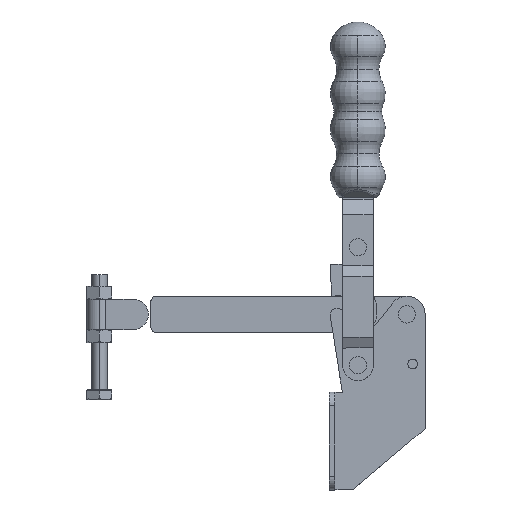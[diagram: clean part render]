
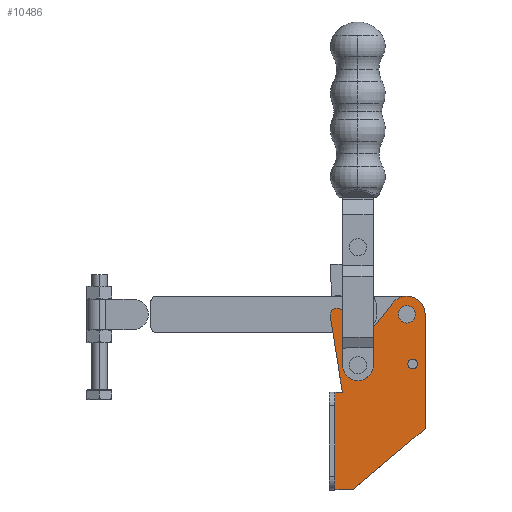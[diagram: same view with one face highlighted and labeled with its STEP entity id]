
A CAD part, top view. The second image highlights one B-rep face of the part: STEP entity #10486.
In plain terms, the highlighted planar face has unit normal (0, 0, 1).
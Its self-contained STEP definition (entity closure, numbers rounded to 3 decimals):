
#13 = DIRECTION ( 'NONE',  ( 0., 0., 1. ) ) ;
#78 = VECTOR ( 'NONE', #3413, 1000. ) ;
#104 = DIRECTION ( 'NONE',  ( -1., 0., 0. ) ) ;
#144 = CARTESIAN_POINT ( 'NONE',  ( -50., 4., 3.252 ) ) ;
#168 = VERTEX_POINT ( 'NONE', #5741 ) ;
#172 = VERTEX_POINT ( 'NONE', #8424 ) ;
#355 = ORIENTED_EDGE ( 'NONE', *, *, #6184, .T. ) ;
#397 = VECTOR ( 'NONE', #1014, 1000. ) ;
#445 = PLANE ( 'NONE',  #767 ) ;
#480 = VERTEX_POINT ( 'NONE', #5915 ) ;
#577 = EDGE_CURVE ( 'NONE', #168, #909, #1814, .T. ) ;
#689 = CARTESIAN_POINT ( 'NONE',  ( -5., 44.5, 3.252 ) ) ;
#733 = ORIENTED_EDGE ( 'NONE', *, *, #8952, .T. ) ;
#767 = AXIS2_PLACEMENT_3D ( 'NONE', #2232, #6761, #1359 ) ;
#833 = LINE ( 'NONE', #2836, #6614 ) ;
#909 = VERTEX_POINT ( 'NONE', #6329 ) ;
#1014 = DIRECTION ( 'NONE',  ( 0., 1., 0. ) ) ;
#1041 = VERTEX_POINT ( 'NONE', #2144 ) ;
#1068 = EDGE_CURVE ( 'NONE', #3707, #9104, #5747, .T. ) ;
#1203 = AXIS2_PLACEMENT_3D ( 'NONE', #7945, #2559, #8833 ) ;
#1359 = DIRECTION ( 'NONE',  ( 1., 0., 0. ) ) ;
#1554 = EDGE_CURVE ( 'NONE', #3221, #3462, #3465, .T. ) ;
#1654 = CARTESIAN_POINT ( 'NONE',  ( -16.925, 50.426, 3.252 ) ) ;
#1729 = CIRCLE ( 'NONE', #3304, 3.65 ) ;
#1814 = CIRCLE ( 'NONE', #9734, 9. ) ;
#1845 = CARTESIAN_POINT ( 'NONE',  ( -6.5, 18.69, 3.252 ) ) ;
#1893 = ORIENTED_EDGE ( 'NONE', *, *, #3108, .T. ) ;
#1933 = CARTESIAN_POINT ( 'NONE',  ( -9.5, 44.5, 3.252 ) ) ;
#2061 = FACE_BOUND ( 'NONE', #5851, .T. ) ;
#2144 = CARTESIAN_POINT ( 'NONE',  ( 0., 44.5, 3.252 ) ) ;
#2228 = VERTEX_POINT ( 'NONE', #2375 ) ;
#2232 = CARTESIAN_POINT ( 'NONE',  ( -45.812, 44.06, 3.252 ) ) ;
#2276 = CIRCLE ( 'NONE', #6204, 2.5 ) ;
#2292 = ORIENTED_EDGE ( 'NONE', *, *, #1068, .F. ) ;
#2375 = CARTESIAN_POINT ( 'NONE',  ( -43.163, 4., 3.252 ) ) ;
#2397 = VERTEX_POINT ( 'NONE', #9845 ) ;
#2399 = CARTESIAN_POINT ( 'NONE',  ( -33.17, 44.5, 3.252 ) ) ;
#2559 = DIRECTION ( 'NONE',  ( 0., 0., 1. ) ) ;
#2747 = DIRECTION ( 'NONE',  ( 0., 0., 1. ) ) ;
#2748 = DIRECTION ( 'NONE',  ( 1., 0., 0. ) ) ;
#2836 = CARTESIAN_POINT ( 'NONE',  ( -43.163, 4., 3.252 ) ) ;
#2989 = VERTEX_POINT ( 'NONE', #9846 ) ;
#3069 = VECTOR ( 'NONE', #10275, 1000. ) ;
#3108 = EDGE_CURVE ( 'NONE', #2228, #9104, #3711, .T. ) ;
#3175 = AXIS2_PLACEMENT_3D ( 'NONE', #3286, #9561, #4199 ) ;
#3221 = VERTEX_POINT ( 'NONE', #8420 ) ;
#3262 = CARTESIAN_POINT ( 'NONE',  ( -6.5, 18.69, 3.252 ) ) ;
#3286 = CARTESIAN_POINT ( 'NONE',  ( -45.812, 44.06, 3.252 ) ) ;
#3304 = AXIS2_PLACEMENT_3D ( 'NONE', #9208, #3816, #10114 ) ;
#3413 = DIRECTION ( 'NONE',  ( 0.766, 0.643, 0. ) ) ;
#3423 = CARTESIAN_POINT ( 'NONE',  ( -9., 18.69, 3.252 ) ) ;
#3462 = VERTEX_POINT ( 'NONE', #689 ) ;
#3465 = CIRCLE ( 'NONE', #8614, 4.5 ) ;
#3515 = ORIENTED_EDGE ( 'NONE', *, *, #1554, .F. ) ;
#3576 = ORIENTED_EDGE ( 'NONE', *, *, #4972, .F. ) ;
#3707 = VERTEX_POINT ( 'NONE', #5762 ) ;
#3711 = LINE ( 'NONE', #144, #8483 ) ;
#3719 = CARTESIAN_POINT ( 'NONE',  ( 0., -15.114, 3.252 ) ) ;
#3816 = DIRECTION ( 'NONE',  ( 0., 0., 1. ) ) ;
#3854 = VERTEX_POINT ( 'NONE', #9544 ) ;
#3917 = AXIS2_PLACEMENT_3D ( 'NONE', #1845, #8133, #2748 ) ;
#3940 = VECTOR ( 'NONE', #6156, 1000. ) ;
#4176 = DIRECTION ( 'NONE',  ( 1., 0., 0. ) ) ;
#4199 = DIRECTION ( 'NONE',  ( 1., 0., 0. ) ) ;
#4213 = DIRECTION ( 'NONE',  ( 0., 0., -1. ) ) ;
#4235 = CIRCLE ( 'NONE', #1203, 9.5 ) ;
#4240 = DIRECTION ( 'NONE',  ( 0., 0., 1. ) ) ;
#4291 = ORIENTED_EDGE ( 'NONE', *, *, #4364, .F. ) ;
#4301 = ORIENTED_EDGE ( 'NONE', *, *, #7729, .F. ) ;
#4364 = EDGE_CURVE ( 'NONE', #6079, #9632, #5093, .T. ) ;
#4372 = CIRCLE ( 'NONE', #3917, 2.5 ) ;
#4381 = AXIS2_PLACEMENT_3D ( 'NONE', #9592, #4240, #10503 ) ;
#4534 = ORIENTED_EDGE ( 'NONE', *, *, #11146, .T. ) ;
#4562 = EDGE_CURVE ( 'NONE', #3707, #480, #4669, .T. ) ;
#4587 = EDGE_CURVE ( 'NONE', #172, #7026, #2276, .T. ) ;
#4644 = DIRECTION ( 'NONE',  ( 1., 0., 0. ) ) ;
#4669 = LINE ( 'NONE', #5388, #7064 ) ;
#4972 = EDGE_CURVE ( 'NONE', #9632, #6079, #4372, .T. ) ;
#5093 = CIRCLE ( 'NONE', #6421, 2.5 ) ;
#5152 = LINE ( 'NONE', #8797, #78 ) ;
#5388 = CARTESIAN_POINT ( 'NONE',  ( -50., -47., 3.252 ) ) ;
#5415 = CARTESIAN_POINT ( 'NONE',  ( -9.5, 44.5, 3.252 ) ) ;
#5624 = CARTESIAN_POINT ( 'NONE',  ( -16.925, 50.426, 3.252 ) ) ;
#5625 = CIRCLE ( 'NONE', #4381, 2.5 ) ;
#5741 = CARTESIAN_POINT ( 'NONE',  ( -26.136, 38.886, 3.252 ) ) ;
#5747 = LINE ( 'NONE', #9368, #3069 ) ;
#5762 = CARTESIAN_POINT ( 'NONE',  ( -47., -47., 3.252 ) ) ;
#5851 = EDGE_LOOP ( 'NONE', ( #10073, #7796 ) ) ;
#5915 = CARTESIAN_POINT ( 'NONE',  ( -38., -47., 3.252 ) ) ;
#6079 = VERTEX_POINT ( 'NONE', #9862 ) ;
#6156 = DIRECTION ( 'NONE',  ( -0.624, -0.782, 0. ) ) ;
#6184 = EDGE_CURVE ( 'NONE', #2397, #2228, #833, .T. ) ;
#6202 = CIRCLE ( 'NONE', #3175, 3.65 ) ;
#6204 = AXIS2_PLACEMENT_3D ( 'NONE', #8131, #2747, #9024 ) ;
#6268 = ORIENTED_EDGE ( 'NONE', *, *, #7893, .T. ) ;
#6323 = DIRECTION ( 'NONE',  ( 1., 0., 0. ) ) ;
#6329 = CARTESIAN_POINT ( 'NONE',  ( -42.165, 44.187, 3.252 ) ) ;
#6421 = AXIS2_PLACEMENT_3D ( 'NONE', #3262, #9531, #4176 ) ;
#6433 = EDGE_LOOP ( 'NONE', ( #2292, #8163, #4534, #7262, #8862, #9871, #11322, #733, #6268, #355, #1893 ) ) ;
#6575 = EDGE_CURVE ( 'NONE', #2989, #1041, #7862, .T. ) ;
#6614 = VECTOR ( 'NONE', #7318, 1000. ) ;
#6761 = DIRECTION ( 'NONE',  ( 0., 0., 1. ) ) ;
#6850 = FACE_BOUND ( 'NONE', #9383, .T. ) ;
#7026 = VERTEX_POINT ( 'NONE', #8900 ) ;
#7064 = VECTOR ( 'NONE', #10751, 1000. ) ;
#7157 = AXIS2_PLACEMENT_3D ( 'NONE', #5415, #13, #6323 ) ;
#7262 = ORIENTED_EDGE ( 'NONE', *, *, #6575, .T. ) ;
#7318 = DIRECTION ( 'NONE',  ( 0.156, -0.988, 0. ) ) ;
#7729 = EDGE_CURVE ( 'NONE', #3462, #3221, #7918, .T. ) ;
#7796 = ORIENTED_EDGE ( 'NONE', *, *, #8970, .F. ) ;
#7862 = LINE ( 'NONE', #3719, #397 ) ;
#7893 = EDGE_CURVE ( 'NONE', #3854, #2397, #1729, .T. ) ;
#7918 = CIRCLE ( 'NONE', #7157, 4.5 ) ;
#7945 = CARTESIAN_POINT ( 'NONE',  ( -9.5, 44.5, 3.252 ) ) ;
#8131 = CARTESIAN_POINT ( 'NONE',  ( -35., 18., 3.252 ) ) ;
#8133 = DIRECTION ( 'NONE',  ( 0., 0., 1. ) ) ;
#8163 = ORIENTED_EDGE ( 'NONE', *, *, #4562, .T. ) ;
#8420 = CARTESIAN_POINT ( 'NONE',  ( -14., 44.5, 3.252 ) ) ;
#8424 = CARTESIAN_POINT ( 'NONE',  ( -37.5, 18., 3.252 ) ) ;
#8482 = EDGE_CURVE ( 'NONE', #1041, #8715, #4235, .T. ) ;
#8483 = VECTOR ( 'NONE', #104, 1000. ) ;
#8488 = EDGE_CURVE ( 'NONE', #8715, #168, #8707, .T. ) ;
#8614 = AXIS2_PLACEMENT_3D ( 'NONE', #1933, #10918, #4644 ) ;
#8707 = LINE ( 'NONE', #1654, #3940 ) ;
#8715 = VERTEX_POINT ( 'NONE', #5624 ) ;
#8797 = CARTESIAN_POINT ( 'NONE',  ( 0., -15.114, 3.252 ) ) ;
#8833 = DIRECTION ( 'NONE',  ( 1., 0., 0. ) ) ;
#8862 = ORIENTED_EDGE ( 'NONE', *, *, #8482, .T. ) ;
#8900 = CARTESIAN_POINT ( 'NONE',  ( -32.5, 18., 3.252 ) ) ;
#8952 = EDGE_CURVE ( 'NONE', #909, #3854, #6202, .T. ) ;
#8970 = EDGE_CURVE ( 'NONE', #7026, #172, #5625, .T. ) ;
#9024 = DIRECTION ( 'NONE',  ( 1., 0., 0. ) ) ;
#9104 = VERTEX_POINT ( 'NONE', #9837 ) ;
#9208 = CARTESIAN_POINT ( 'NONE',  ( -45.812, 44.06, 3.252 ) ) ;
#9220 = FACE_BOUND ( 'NONE', #11120, .T. ) ;
#9368 = CARTESIAN_POINT ( 'NONE',  ( -47., 44.06, 3.252 ) ) ;
#9383 = EDGE_LOOP ( 'NONE', ( #4291, #3576 ) ) ;
#9531 = DIRECTION ( 'NONE',  ( 0., 0., 1. ) ) ;
#9544 = CARTESIAN_POINT ( 'NONE',  ( -49.462, 44.06, 3.252 ) ) ;
#9561 = DIRECTION ( 'NONE',  ( 0., 0., 1. ) ) ;
#9592 = CARTESIAN_POINT ( 'NONE',  ( -35., 18., 3.252 ) ) ;
#9632 = VERTEX_POINT ( 'NONE', #3423 ) ;
#9734 = AXIS2_PLACEMENT_3D ( 'NONE', #2399, #4213, #10478 ) ;
#9837 = CARTESIAN_POINT ( 'NONE',  ( -47., 4., 3.252 ) ) ;
#9845 = CARTESIAN_POINT ( 'NONE',  ( -49.417, 43.489, 3.252 ) ) ;
#9846 = CARTESIAN_POINT ( 'NONE',  ( 0., -15.114, 3.252 ) ) ;
#9862 = CARTESIAN_POINT ( 'NONE',  ( -4., 18.69, 3.252 ) ) ;
#9871 = ORIENTED_EDGE ( 'NONE', *, *, #8488, .T. ) ;
#10073 = ORIENTED_EDGE ( 'NONE', *, *, #4587, .F. ) ;
#10114 = DIRECTION ( 'NONE',  ( 1., 0., 0. ) ) ;
#10275 = DIRECTION ( 'NONE',  ( 0., 1., 0. ) ) ;
#10478 = DIRECTION ( 'NONE',  ( 1., 0., 0. ) ) ;
#10486 = ADVANCED_FACE ( 'NONE', ( #2061, #6850, #9220, #11338 ), #445, .T. ) ;
#10503 = DIRECTION ( 'NONE',  ( 1., 0., 0. ) ) ;
#10751 = DIRECTION ( 'NONE',  ( 1., 0., 0. ) ) ;
#10918 = DIRECTION ( 'NONE',  ( 0., 0., 1. ) ) ;
#11120 = EDGE_LOOP ( 'NONE', ( #4301, #3515 ) ) ;
#11146 = EDGE_CURVE ( 'NONE', #480, #2989, #5152, .T. ) ;
#11322 = ORIENTED_EDGE ( 'NONE', *, *, #577, .T. ) ;
#11338 = FACE_OUTER_BOUND ( 'NONE', #6433, .T. ) ;
